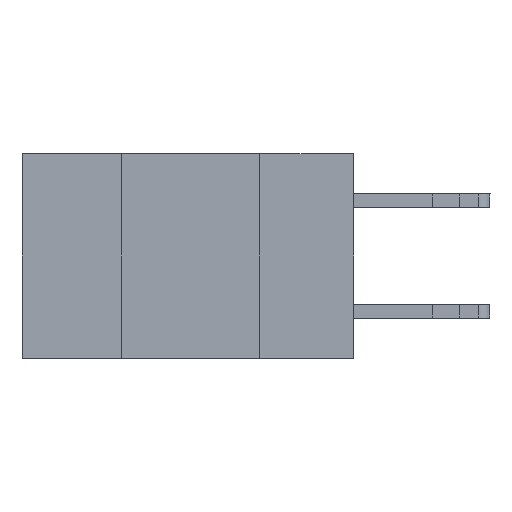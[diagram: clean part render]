
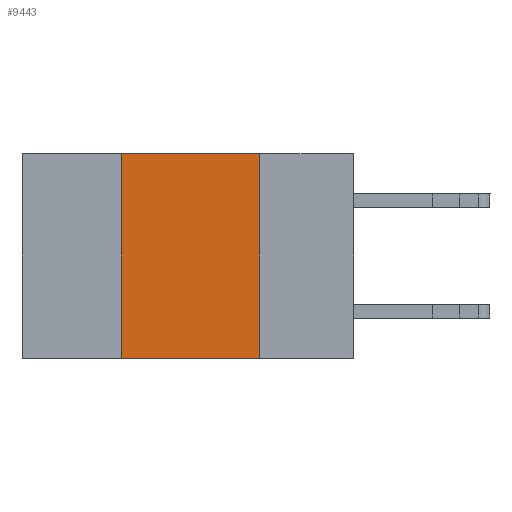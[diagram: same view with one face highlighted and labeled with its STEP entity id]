
A CAD part, left-side view. The second image highlights one B-rep face of the part: STEP entity #9443.
In plain terms, the highlighted planar face has unit normal (-1, 0, 0).
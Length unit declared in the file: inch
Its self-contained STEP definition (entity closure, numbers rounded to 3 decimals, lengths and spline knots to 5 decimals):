
#985 = PLANE ( 'NONE',  #26988 ) ;
#1621 = VECTOR ( 'NONE', #10953, 39.37008 ) ;
#3329 = DIRECTION ( 'NONE',  ( 0., 0., -1. ) ) ;
#5524 = EDGE_CURVE ( 'NONE', #37469, #17903, #20721, .T. ) ;
#5631 = VERTEX_POINT ( 'NONE', #12259 ) ;
#7031 = EDGE_CURVE ( 'NONE', #5631, #11345, #18259, .T. ) ;
#7318 = DIRECTION ( 'NONE',  ( 1., 0., 0. ) ) ;
#8705 = FACE_OUTER_BOUND ( 'NONE', #23499, .T. ) ;
#9219 = VECTOR ( 'NONE', #3329, 39.37008 ) ;
#9443 = ADVANCED_FACE ( 'NONE', ( #8705 ), #985, .F. ) ;
#9694 = EDGE_CURVE ( 'NONE', #37469, #5631, #21320, .T. ) ;
#9784 = CARTESIAN_POINT ( 'NONE',  ( 0., 0.42, -0.37 ) ) ;
#10445 = DIRECTION ( 'NONE',  ( 0., 0., -1. ) ) ;
#10953 = DIRECTION ( 'NONE',  ( 0., 0., 1. ) ) ;
#11345 = VERTEX_POINT ( 'NONE', #38234 ) ;
#11538 = LINE ( 'NONE', #21416, #9219 ) ;
#12259 = CARTESIAN_POINT ( 'NONE',  ( 0., 0.42, 0. ) ) ;
#15542 = ORIENTED_EDGE ( 'NONE', *, *, #9694, .F. ) ;
#17663 = CARTESIAN_POINT ( 'NONE',  ( 0., 0.6, -0.37 ) ) ;
#17903 = VERTEX_POINT ( 'NONE', #36667 ) ;
#18259 = LINE ( 'NONE', #26467, #24773 ) ;
#20721 = LINE ( 'NONE', #17663, #35650 ) ;
#20966 = DIRECTION ( 'NONE',  ( 0., -1., 0. ) ) ;
#21320 = LINE ( 'NONE', #28893, #1621 ) ;
#21416 = CARTESIAN_POINT ( 'NONE',  ( 0., 0.17, 0. ) ) ;
#23499 = EDGE_LOOP ( 'NONE', ( #24578, #28036, #15542, #35425 ) ) ;
#24578 = ORIENTED_EDGE ( 'NONE', *, *, #38025, .F. ) ;
#24773 = VECTOR ( 'NONE', #20966, 39.37008 ) ;
#25127 = CARTESIAN_POINT ( 'NONE',  ( 0., 0.6, 0. ) ) ;
#26467 = CARTESIAN_POINT ( 'NONE',  ( 0., 0.6, 0. ) ) ;
#26708 = DIRECTION ( 'NONE',  ( 0., -1., 0. ) ) ;
#26988 = AXIS2_PLACEMENT_3D ( 'NONE', #25127, #7318, #10445 ) ;
#28036 = ORIENTED_EDGE ( 'NONE', *, *, #7031, .F. ) ;
#28893 = CARTESIAN_POINT ( 'NONE',  ( 0., 0.42, 0. ) ) ;
#35425 = ORIENTED_EDGE ( 'NONE', *, *, #5524, .T. ) ;
#35650 = VECTOR ( 'NONE', #26708, 39.37008 ) ;
#36667 = CARTESIAN_POINT ( 'NONE',  ( 0., 0.17, -0.37 ) ) ;
#37469 = VERTEX_POINT ( 'NONE', #9784 ) ;
#38025 = EDGE_CURVE ( 'NONE', #11345, #17903, #11538, .T. ) ;
#38234 = CARTESIAN_POINT ( 'NONE',  ( 0., 0.17, 0. ) ) ;
